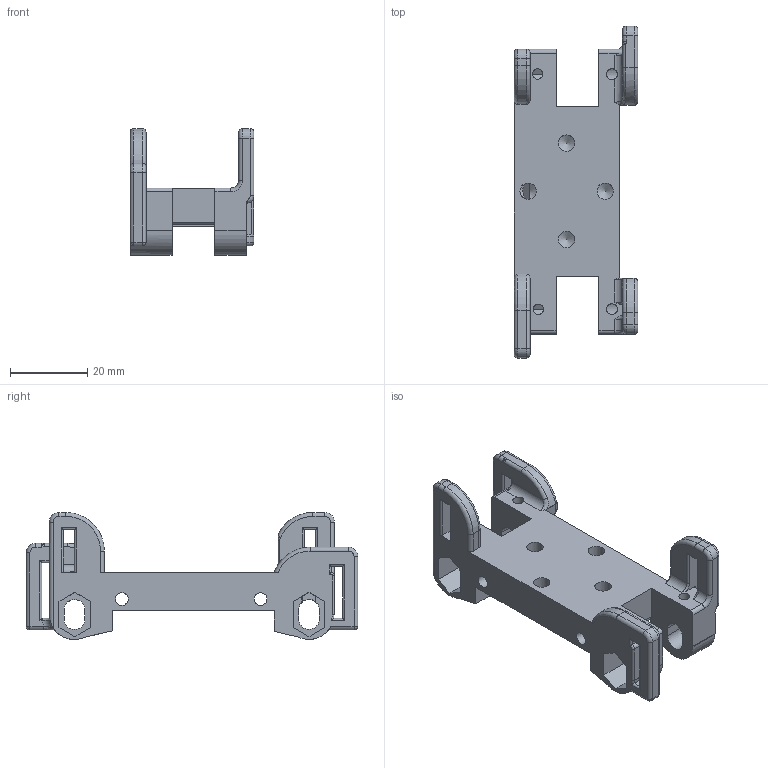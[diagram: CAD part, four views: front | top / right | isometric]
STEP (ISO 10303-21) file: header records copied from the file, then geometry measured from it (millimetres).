
FILE_DESCRIPTION(/* description */ (''),/* implementation_level */ '2;1');
FILE_NAME(/* name */ 'tronxy eva top.step',/* time_stamp */ '2022-11-24T22:48:43-06:00',/* author */ (''),/* organization */ (''),/* preprocessor_version */ 'ST-DEVELOPER v19.2',/* originating_system */ 'Autodesk Translation Framework v11.17.0.187',/* authorisation */ '');
FILE_SCHEMA (('AUTOMOTIVE_DESIGN { 1 0 10303 214 3 1 1 }'));
Length unit declared in the file: millimetre
Products named in the file (1): tronxy eva top
Bounding box: 32.13 x 86.12 x 32.95 mm (x, y, z)
Volume: 21387.1 mm3; surface area: 11590.9 mm2
Topology: 1 solids, 4 shells, 268 faces, 714 edges, 445 vertices
Faces by surface type: cylinder 108, plane 103, torus 28, bspline 20, cone 5, sphere 4
Full cylindrical faces by diameter (mm): 2.7 x2, 2.85 x2, 3 x2, 3.3 x2, 4.25 x4
Entity records: 9090 total; most frequent: CARTESIAN_POINT 2364, ORIENTED_EDGE 1418, DIRECTION 1388, EDGE_CURVE 709, AXIS2_PLACEMENT_3D 493, VERTEX_POINT 445, LINE 402, VECTOR 402
